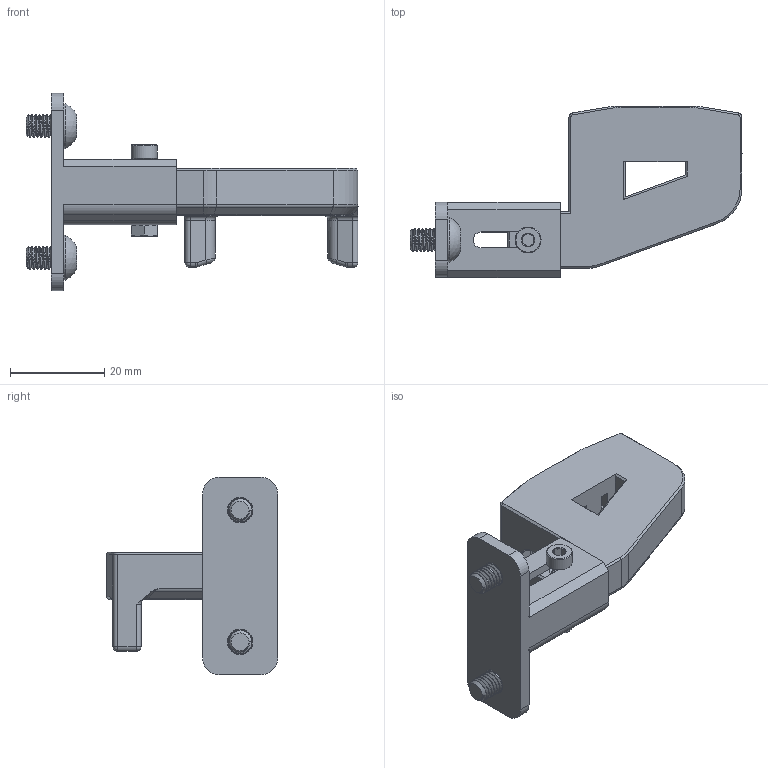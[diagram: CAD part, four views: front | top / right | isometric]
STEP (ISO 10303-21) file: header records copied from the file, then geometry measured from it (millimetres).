
FILE_DESCRIPTION(/* description */ (''),/* implementation_level */ '2;1');
FILE_NAME(/* name */ '89a030df-ff1b-4e28-8748-a6b0547420e0.stp',/* time_stamp */ '2021-01-26T11:50:51+00:00',/* author */ (''),/* organization */ (''),/* preprocessor_version */ 'ST-DEVELOPER v18.1',/* originating_system */ 'Autodesk Translation Framework v9.7.1.1290',/* authorisation */ '');
FILE_SCHEMA (('AUTOMOTIVE_DESIGN { 1 0 10303 214 3 1 1 }'));
Length unit declared in the file: millimetre
Products named in the file (4): Microswitch dock v3; M5x8 BHCS; M3x16 SHCS; M3 Hex Nut
Assembly tree (4 placements, depth 2):
  Microswitch dock v3
    M5x8 BHCS  x2
    M3x16 SHCS
    M3 Hex Nut
Bounding box: 70.6 x 36.45 x 42 mm (x, y, z)
Volume: 15673.1 mm3; surface area: 9971.5 mm2
Topology: 6 solids, 6 shells, 468 faces, 1162 edges, 706 vertices
Faces by surface type: cylinder 184, plane 147, cone 66, bspline 55, torus 10, sphere 6
Full cylindrical faces by diameter (mm): 2.35 x30, 3 x35, 3.4 x1, 3.961 x20, 5 x18, 5.4 x2, 5.5 x1, 9.5 x2
Entity records: 22212 total; most frequent: CARTESIAN_POINT 12851, ORIENTED_EDGE 2080, DIRECTION 1708, EDGE_CURVE 1040, VERTEX_POINT 635, AXIS2_PLACEMENT_3D 604, LINE 500, VECTOR 500
